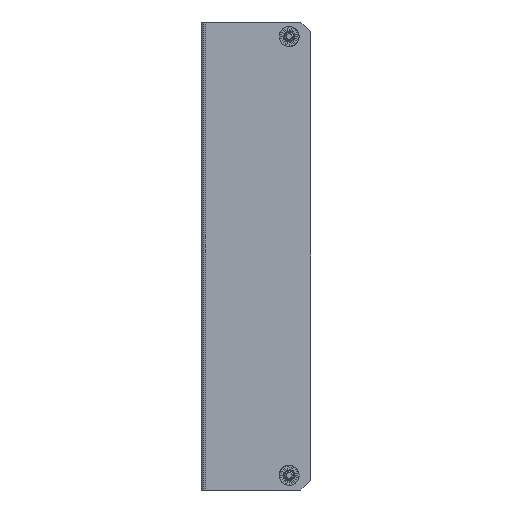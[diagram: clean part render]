
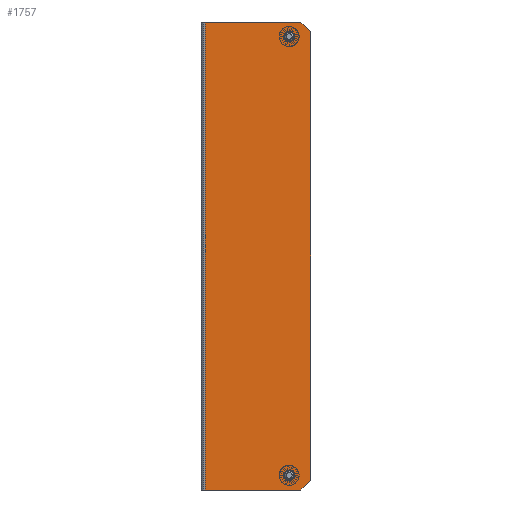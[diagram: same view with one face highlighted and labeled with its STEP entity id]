
A CAD part, front view. The second image highlights one B-rep face of the part: STEP entity #1757.
In plain terms, the highlighted planar face has unit normal (0, -1, 0).
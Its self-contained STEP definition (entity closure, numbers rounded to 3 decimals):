
#121 = VECTOR ( 'NONE', #925, 1000. ) ;
#196 = CARTESIAN_POINT ( 'NONE',  ( 44., -1., -109.75 ) ) ;
#202 = LINE ( 'NONE', #1369, #3157 ) ;
#205 = DIRECTION ( 'NONE',  ( -0.707, 0., 0.707 ) ) ;
#206 = DIRECTION ( 'NONE',  ( 0., 1., 0. ) ) ;
#330 = EDGE_CURVE ( 'NONE', #2973, #1600, #1107, .T. ) ;
#338 = CARTESIAN_POINT ( 'NONE',  ( 0., -1., 120. ) ) ;
#453 = VERTEX_POINT ( 'NONE', #1236 ) ;
#546 = DIRECTION ( 'NONE',  ( 0., 1., 0. ) ) ;
#554 = VERTEX_POINT ( 'NONE', #3267 ) ;
#647 = ORIENTED_EDGE ( 'NONE', *, *, #330, .T. ) ;
#673 = VERTEX_POINT ( 'NONE', #1980 ) ;
#678 = ORIENTED_EDGE ( 'NONE', *, *, #3023, .T. ) ;
#741 = DIRECTION ( 'NONE',  ( 0., 0., 1. ) ) ;
#767 = ORIENTED_EDGE ( 'NONE', *, *, #1609, .T. ) ;
#780 = ORIENTED_EDGE ( 'NONE', *, *, #2866, .T. ) ;
#788 = AXIS2_PLACEMENT_3D ( 'NONE', #338, #2663, #2644 ) ;
#813 = CARTESIAN_POINT ( 'NONE',  ( 55., -1., 115. ) ) ;
#925 = DIRECTION ( 'NONE',  ( 0., 0., -1. ) ) ;
#972 = AXIS2_PLACEMENT_3D ( 'NONE', #2030, #546, #2835 ) ;
#988 = CARTESIAN_POINT ( 'NONE',  ( 1., -1., 120. ) ) ;
#1107 = LINE ( 'NONE', #1411, #3363 ) ;
#1142 = LINE ( 'NONE', #813, #1218 ) ;
#1157 = ORIENTED_EDGE ( 'NONE', *, *, #2707, .T. ) ;
#1218 = VECTOR ( 'NONE', #205, 1000. ) ;
#1236 = CARTESIAN_POINT ( 'NONE',  ( 44., -1., 115.25 ) ) ;
#1250 = ORIENTED_EDGE ( 'NONE', *, *, #1558, .T. ) ;
#1259 = DIRECTION ( 'NONE',  ( 1., 0., 0. ) ) ;
#1266 = VERTEX_POINT ( 'NONE', #2682 ) ;
#1369 = CARTESIAN_POINT ( 'NONE',  ( 0., -1., 120. ) ) ;
#1388 = DIRECTION ( 'NONE',  ( 1., 0., 0. ) ) ;
#1405 = CIRCLE ( 'NONE', #2748, 2.75 ) ;
#1411 = CARTESIAN_POINT ( 'NONE',  ( 50., -1., -120. ) ) ;
#1417 = DIRECTION ( 'NONE',  ( 0., 1., 0. ) ) ;
#1495 = CARTESIAN_POINT ( 'NONE',  ( 55., -1., 120. ) ) ;
#1508 = LINE ( 'NONE', #3581, #2933 ) ;
#1558 = EDGE_CURVE ( 'NONE', #673, #453, #2380, .T. ) ;
#1600 = VERTEX_POINT ( 'NONE', #1718 ) ;
#1609 = EDGE_CURVE ( 'NONE', #554, #3522, #1142, .T. ) ;
#1618 = DIRECTION ( 'NONE',  ( 0., 0., -1. ) ) ;
#1666 = EDGE_LOOP ( 'NONE', ( #1157, #678 ) ) ;
#1670 = VERTEX_POINT ( 'NONE', #1951 ) ;
#1718 = CARTESIAN_POINT ( 'NONE',  ( 55., -1., -115. ) ) ;
#1724 = ORIENTED_EDGE ( 'NONE', *, *, #2416, .F. ) ;
#1742 = CARTESIAN_POINT ( 'NONE',  ( 44., -1., -112.5 ) ) ;
#1757 = ADVANCED_FACE ( 'NONE', ( #2927, #2965, #2393 ), #2353, .F. ) ;
#1854 = ORIENTED_EDGE ( 'NONE', *, *, #3648, .F. ) ;
#1875 = CARTESIAN_POINT ( 'NONE',  ( 44., -1., -112.5 ) ) ;
#1919 = DIRECTION ( 'NONE',  ( 0., 1., 0. ) ) ;
#1951 = CARTESIAN_POINT ( 'NONE',  ( 1., -1., -120. ) ) ;
#1980 = CARTESIAN_POINT ( 'NONE',  ( 44., -1., 109.75 ) ) ;
#2030 = CARTESIAN_POINT ( 'NONE',  ( 44., -1., 112.5 ) ) ;
#2128 = ORIENTED_EDGE ( 'NONE', *, *, #2586, .T. ) ;
#2159 = LINE ( 'NONE', #1495, #121 ) ;
#2188 = AXIS2_PLACEMENT_3D ( 'NONE', #1875, #206, #741 ) ;
#2216 = CARTESIAN_POINT ( 'NONE',  ( 50., -1., -120. ) ) ;
#2257 = CIRCLE ( 'NONE', #2188, 2.75 ) ;
#2276 = DIRECTION ( 'NONE',  ( 0.707, 0., 0.707 ) ) ;
#2353 = PLANE ( 'NONE',  #788 ) ;
#2380 = CIRCLE ( 'NONE', #972, 2.75 ) ;
#2389 = AXIS2_PLACEMENT_3D ( 'NONE', #3438, #1919, #3085 ) ;
#2393 = FACE_OUTER_BOUND ( 'NONE', #3456, .T. ) ;
#2416 = EDGE_CURVE ( 'NONE', #554, #1600, #2159, .T. ) ;
#2478 = VERTEX_POINT ( 'NONE', #196 ) ;
#2526 = EDGE_LOOP ( 'NONE', ( #2128, #1250 ) ) ;
#2586 = EDGE_CURVE ( 'NONE', #453, #673, #3182, .T. ) ;
#2644 = DIRECTION ( 'NONE',  ( 0., 0., 1. ) ) ;
#2663 = DIRECTION ( 'NONE',  ( 0., 1., 0. ) ) ;
#2682 = CARTESIAN_POINT ( 'NONE',  ( 44., -1., -115.25 ) ) ;
#2707 = EDGE_CURVE ( 'NONE', #2478, #1266, #1405, .T. ) ;
#2748 = AXIS2_PLACEMENT_3D ( 'NONE', #1742, #1417, #2860 ) ;
#2793 = CARTESIAN_POINT ( 'NONE',  ( 50., -1., 120. ) ) ;
#2797 = CARTESIAN_POINT ( 'NONE',  ( 1., -1., 120. ) ) ;
#2835 = DIRECTION ( 'NONE',  ( 0., 0., 1. ) ) ;
#2860 = DIRECTION ( 'NONE',  ( 0., 0., 1. ) ) ;
#2866 = EDGE_CURVE ( 'NONE', #1670, #2973, #1508, .T. ) ;
#2927 = FACE_BOUND ( 'NONE', #2526, .T. ) ;
#2933 = VECTOR ( 'NONE', #1259, 1000. ) ;
#2965 = FACE_BOUND ( 'NONE', #1666, .T. ) ;
#2973 = VERTEX_POINT ( 'NONE', #2216 ) ;
#3003 = EDGE_CURVE ( 'NONE', #3516, #1670, #3329, .T. ) ;
#3023 = EDGE_CURVE ( 'NONE', #1266, #2478, #2257, .T. ) ;
#3085 = DIRECTION ( 'NONE',  ( 0., 0., 1. ) ) ;
#3157 = VECTOR ( 'NONE', #1388, 1000. ) ;
#3182 = CIRCLE ( 'NONE', #2389, 2.75 ) ;
#3189 = ORIENTED_EDGE ( 'NONE', *, *, #3003, .T. ) ;
#3267 = CARTESIAN_POINT ( 'NONE',  ( 55., -1., 115. ) ) ;
#3329 = LINE ( 'NONE', #2797, #3482 ) ;
#3363 = VECTOR ( 'NONE', #2276, 1000. ) ;
#3438 = CARTESIAN_POINT ( 'NONE',  ( 44., -1., 112.5 ) ) ;
#3456 = EDGE_LOOP ( 'NONE', ( #780, #647, #1724, #767, #1854, #3189 ) ) ;
#3482 = VECTOR ( 'NONE', #1618, 1000. ) ;
#3516 = VERTEX_POINT ( 'NONE', #988 ) ;
#3522 = VERTEX_POINT ( 'NONE', #2793 ) ;
#3581 = CARTESIAN_POINT ( 'NONE',  ( 0., -1., -120. ) ) ;
#3648 = EDGE_CURVE ( 'NONE', #3516, #3522, #202, .T. ) ;
